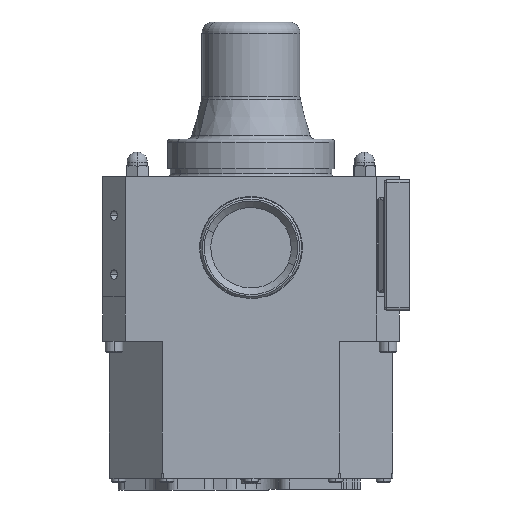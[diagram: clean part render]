
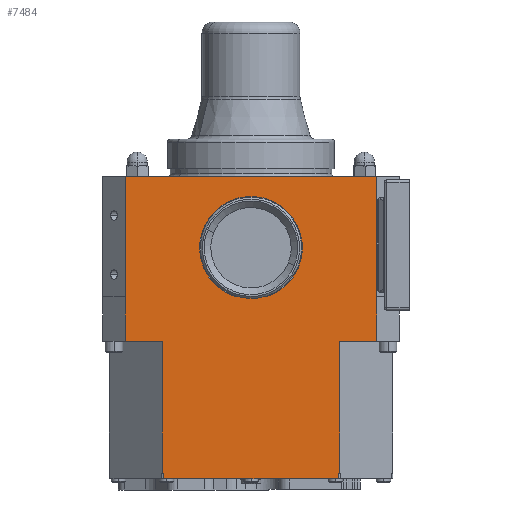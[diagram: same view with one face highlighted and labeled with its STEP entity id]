
A CAD part, left-side view. The second image highlights one B-rep face of the part: STEP entity #7484.
In plain terms, the highlighted planar face has unit normal (-1, 0, 0).
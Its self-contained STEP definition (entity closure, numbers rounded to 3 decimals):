
#71 = LINE ( 'NONE', #10872, #14613 ) ;
#249 = EDGE_CURVE ( 'NONE', #21949, #8471, #31333, .T. ) ;
#911 = CARTESIAN_POINT ( 'NONE',  ( -95.242, 62.301, -259.5 ) ) ;
#1455 = VECTOR ( 'NONE', #21164, 1000. ) ;
#2221 = LINE ( 'NONE', #20059, #23140 ) ;
#2604 = VECTOR ( 'NONE', #11020, 1000. ) ;
#2634 = VERTEX_POINT ( 'NONE', #13302 ) ;
#2732 = VECTOR ( 'NONE', #14291, 1000. ) ;
#2849 = VERTEX_POINT ( 'NONE', #24113 ) ;
#3359 = CARTESIAN_POINT ( 'NONE',  ( -95.242, 62.301, -266.5 ) ) ;
#3417 = FACE_OUTER_BOUND ( 'NONE', #12947, .T. ) ;
#3418 = VERTEX_POINT ( 'NONE', #24953 ) ;
#3634 = LINE ( 'NONE', #24125, #2732 ) ;
#3678 = DIRECTION ( 'NONE',  ( 0., -1., 0. ) ) ;
#3763 = VECTOR ( 'NONE', #15733, 1000. ) ;
#4109 = ORIENTED_EDGE ( 'NONE', *, *, #31888, .T. ) ;
#4315 = CARTESIAN_POINT ( 'NONE',  ( -95.242, 29.001, -108. ) ) ;
#4490 = ORIENTED_EDGE ( 'NONE', *, *, #5811, .F. ) ;
#4902 = VERTEX_POINT ( 'NONE', #6073 ) ;
#5095 = VECTOR ( 'NONE', #11539, 1000. ) ;
#5216 = CARTESIAN_POINT ( 'NONE',  ( -95.242, 255.015, -148. ) ) ;
#5260 = ORIENTED_EDGE ( 'NONE', *, *, #10205, .F. ) ;
#5311 = ORIENTED_EDGE ( 'NONE', *, *, #17996, .T. ) ;
#5580 = LINE ( 'NONE', #911, #3763 ) ;
#5811 = EDGE_CURVE ( 'NONE', #8590, #27152, #2221, .T. ) ;
#5857 = ORIENTED_EDGE ( 'NONE', *, *, #27350, .T. ) ;
#5858 = CARTESIAN_POINT ( 'NONE',  ( -95.242, 62.301, -148. ) ) ;
#6073 = CARTESIAN_POINT ( 'NONE',  ( -95.242, 128.246, -108. ) ) ;
#6208 = LINE ( 'NONE', #8368, #25094 ) ;
#6241 = VECTOR ( 'NONE', #18987, 1000. ) ;
#6755 = CARTESIAN_POINT ( 'NONE',  ( -95.242, 255.015, -148. ) ) ;
#6871 = VECTOR ( 'NONE', #15374, 1000. ) ;
#6905 = ORIENTED_EDGE ( 'NONE', *, *, #27239, .F. ) ;
#6929 = CARTESIAN_POINT ( 'NONE',  ( -95.242, 221.701, -259.5 ) ) ;
#7086 = CARTESIAN_POINT ( 'NONE',  ( -95.242, 255.001, 0. ) ) ;
#7484 = ADVANCED_FACE ( 'NONE', ( #11407, #3417 ), #13770, .F. ) ;
#8280 = EDGE_CURVE ( 'NONE', #32511, #24045, #3634, .T. ) ;
#8354 = CARTESIAN_POINT ( 'NONE',  ( -95.242, 255.001, 0. ) ) ;
#8368 = CARTESIAN_POINT ( 'NONE',  ( -95.242, 255.015, -108. ) ) ;
#8471 = VERTEX_POINT ( 'NONE', #25260 ) ;
#8590 = VERTEX_POINT ( 'NONE', #10751 ) ;
#8591 = EDGE_CURVE ( 'NONE', #8471, #24045, #12608, .T. ) ;
#8678 = ORIENTED_EDGE ( 'NONE', *, *, #16086, .T. ) ;
#8749 = CARTESIAN_POINT ( 'NONE',  ( -95.242, 255.015, -108. ) ) ;
#10205 = EDGE_CURVE ( 'NONE', #16277, #2634, #18882, .T. ) ;
#10644 = EDGE_CURVE ( 'NONE', #32511, #2849, #32140, .T. ) ;
#10751 = CARTESIAN_POINT ( 'NONE',  ( -95.242, 220.458, -266.5 ) ) ;
#10872 = CARTESIAN_POINT ( 'NONE',  ( -95.242, 255.001, -15. ) ) ;
#10969 = DIRECTION ( 'NONE',  ( 0., -1., 0. ) ) ;
#11020 = DIRECTION ( 'NONE',  ( 0., 1., 0. ) ) ;
#11321 = VECTOR ( 'NONE', #31348, 1000. ) ;
#11407 = FACE_BOUND ( 'NONE', #24206, .T. ) ;
#11527 = CARTESIAN_POINT ( 'NONE',  ( -95.242, 220.458, -271.5 ) ) ;
#11539 = DIRECTION ( 'NONE',  ( 0., 0., -1. ) ) ;
#11833 = ORIENTED_EDGE ( 'NONE', *, *, #249, .F. ) ;
#12151 = ORIENTED_EDGE ( 'NONE', *, *, #8280, .T. ) ;
#12255 = LINE ( 'NONE', #6929, #23494 ) ;
#12506 = CARTESIAN_POINT ( 'NONE',  ( -95.242, 255.001, -108. ) ) ;
#12555 = DIRECTION ( 'NONE',  ( 0., 1., 0. ) ) ;
#12608 = LINE ( 'NONE', #22773, #13953 ) ;
#12947 = EDGE_LOOP ( 'NONE', ( #19625, #4490, #8678, #5260, #14178, #6905, #32796, #5311, #13398, #12151, #16506, #11833, #29649, #20156, #4109, #5857 ) ) ;
#13051 = LINE ( 'NONE', #3359, #2604 ) ;
#13252 = EDGE_CURVE ( 'NONE', #21949, #27632, #71, .T. ) ;
#13302 = CARTESIAN_POINT ( 'NONE',  ( -95.242, 220.458, -271.5 ) ) ;
#13398 = ORIENTED_EDGE ( 'NONE', *, *, #10644, .F. ) ;
#13487 = CARTESIAN_POINT ( 'NONE',  ( -95.242, 255.015, -108. ) ) ;
#13604 = DIRECTION ( 'NONE',  ( 0., 1., 0. ) ) ;
#13770 = PLANE ( 'NONE',  #25563 ) ;
#13953 = VECTOR ( 'NONE', #32918, 1000. ) ;
#14178 = ORIENTED_EDGE ( 'NONE', *, *, #14363, .F. ) ;
#14279 = CIRCLE ( 'NONE', #22792, 46.1 ) ;
#14291 = DIRECTION ( 'NONE',  ( 0., -1., 0. ) ) ;
#14363 = EDGE_CURVE ( 'NONE', #17082, #16277, #16558, .T. ) ;
#14613 = VECTOR ( 'NONE', #25541, 1000. ) ;
#14857 = CARTESIAN_POINT ( 'NONE',  ( -95.242, 142.001, -64. ) ) ;
#15009 = CARTESIAN_POINT ( 'NONE',  ( -95.242, 63.544, -266.5 ) ) ;
#15016 = DIRECTION ( 'NONE',  ( 1., 0., 0. ) ) ;
#15374 = DIRECTION ( 'NONE',  ( 0., -1., 0. ) ) ;
#15550 = VERTEX_POINT ( 'NONE', #30835 ) ;
#15607 = VERTEX_POINT ( 'NONE', #5858 ) ;
#15733 = DIRECTION ( 'NONE',  ( 0., 0., 1. ) ) ;
#15797 = EDGE_CURVE ( 'NONE', #15550, #4902, #31493, .T. ) ;
#15805 = LINE ( 'NONE', #13487, #24105 ) ;
#15936 = CARTESIAN_POINT ( 'NONE',  ( -95.242, 63.544, -271.5 ) ) ;
#16086 = EDGE_CURVE ( 'NONE', #8590, #2634, #26791, .T. ) ;
#16212 = DIRECTION ( 'NONE',  ( 0., 0., -1. ) ) ;
#16277 = VERTEX_POINT ( 'NONE', #15936 ) ;
#16506 = ORIENTED_EDGE ( 'NONE', *, *, #8591, .F. ) ;
#16558 = LINE ( 'NONE', #24208, #5095 ) ;
#17082 = VERTEX_POINT ( 'NONE', #15009 ) ;
#17277 = DIRECTION ( 'NONE',  ( 0., 0., 1. ) ) ;
#17393 = CARTESIAN_POINT ( 'NONE',  ( -95.242, 221.701, -266.5 ) ) ;
#17996 = EDGE_CURVE ( 'NONE', #15607, #2849, #29145, .T. ) ;
#18464 = VECTOR ( 'NONE', #3678, 1000. ) ;
#18499 = CARTESIAN_POINT ( 'NONE',  ( -95.242, 255.015, -148. ) ) ;
#18527 = DIRECTION ( 'NONE',  ( 0., -1., 0. ) ) ;
#18859 = CARTESIAN_POINT ( 'NONE',  ( -95.242, 255.001, -108. ) ) ;
#18882 = LINE ( 'NONE', #11527, #11321 ) ;
#18987 = DIRECTION ( 'NONE',  ( 0., 0., -1. ) ) ;
#19163 = CARTESIAN_POINT ( 'NONE',  ( -95.242, 29.015, -108. ) ) ;
#19625 = ORIENTED_EDGE ( 'NONE', *, *, #31254, .F. ) ;
#19638 = VERTEX_POINT ( 'NONE', #22431 ) ;
#20059 = CARTESIAN_POINT ( 'NONE',  ( -95.242, 62.301, -266.5 ) ) ;
#20156 = ORIENTED_EDGE ( 'NONE', *, *, #32473, .F. ) ;
#21100 = VERTEX_POINT ( 'NONE', #26209 ) ;
#21164 = DIRECTION ( 'NONE',  ( 0., -1., 0. ) ) ;
#21540 = ORIENTED_EDGE ( 'NONE', *, *, #15797, .F. ) ;
#21765 = VERTEX_POINT ( 'NONE', #6755 ) ;
#21949 = VERTEX_POINT ( 'NONE', #7086 ) ;
#22431 = CARTESIAN_POINT ( 'NONE',  ( -95.242, 255.015, -108. ) ) ;
#22773 = CARTESIAN_POINT ( 'NONE',  ( -95.242, 29.001, -15. ) ) ;
#22792 = AXIS2_PLACEMENT_3D ( 'NONE', #14857, #15016, #32656 ) ;
#23140 = VECTOR ( 'NONE', #12555, 1000. ) ;
#23368 = LINE ( 'NONE', #5216, #6871 ) ;
#23494 = VECTOR ( 'NONE', #17277, 1000. ) ;
#23590 = DIRECTION ( 'NONE',  ( 1., 0., 0. ) ) ;
#24045 = VERTEX_POINT ( 'NONE', #4315 ) ;
#24105 = VECTOR ( 'NONE', #10969, 1000. ) ;
#24113 = CARTESIAN_POINT ( 'NONE',  ( -95.242, 29.015, -148. ) ) ;
#24125 = CARTESIAN_POINT ( 'NONE',  ( -95.242, 255.001, -108. ) ) ;
#24206 = EDGE_LOOP ( 'NONE', ( #24907, #21540 ) ) ;
#24208 = CARTESIAN_POINT ( 'NONE',  ( -95.242, 63.544, 33.482 ) ) ;
#24719 = EDGE_CURVE ( 'NONE', #15550, #4902, #14279, .T. ) ;
#24907 = ORIENTED_EDGE ( 'NONE', *, *, #24719, .T. ) ;
#24953 = CARTESIAN_POINT ( 'NONE',  ( -95.242, 221.701, -148. ) ) ;
#25094 = VECTOR ( 'NONE', #16212, 1000. ) ;
#25260 = CARTESIAN_POINT ( 'NONE',  ( -95.242, 29.001, 0. ) ) ;
#25541 = DIRECTION ( 'NONE',  ( 0., 0., -1. ) ) ;
#25563 = AXIS2_PLACEMENT_3D ( 'NONE', #8749, #23590, #13604 ) ;
#26209 = CARTESIAN_POINT ( 'NONE',  ( -95.242, 62.301, -266.5 ) ) ;
#26791 = LINE ( 'NONE', #31945, #6241 ) ;
#27152 = VERTEX_POINT ( 'NONE', #17393 ) ;
#27239 = EDGE_CURVE ( 'NONE', #21100, #17082, #13051, .T. ) ;
#27305 = DIRECTION ( 'NONE',  ( 0., 0., -1. ) ) ;
#27350 = EDGE_CURVE ( 'NONE', #21765, #3418, #23368, .T. ) ;
#27632 = VERTEX_POINT ( 'NONE', #12506 ) ;
#28886 = VECTOR ( 'NONE', #27305, 1000. ) ;
#29145 = LINE ( 'NONE', #18499, #1455 ) ;
#29649 = ORIENTED_EDGE ( 'NONE', *, *, #13252, .T. ) ;
#30608 = EDGE_CURVE ( 'NONE', #21100, #15607, #5580, .T. ) ;
#30835 = CARTESIAN_POINT ( 'NONE',  ( -95.242, 155.756, -108. ) ) ;
#30949 = VECTOR ( 'NONE', #18527, 1000. ) ;
#31254 = EDGE_CURVE ( 'NONE', #27152, #3418, #12255, .T. ) ;
#31333 = LINE ( 'NONE', #8354, #30949 ) ;
#31348 = DIRECTION ( 'NONE',  ( 0., 1., 0. ) ) ;
#31493 = LINE ( 'NONE', #18859, #18464 ) ;
#31888 = EDGE_CURVE ( 'NONE', #19638, #21765, #6208, .T. ) ;
#31945 = CARTESIAN_POINT ( 'NONE',  ( -95.242, 220.458, 33.482 ) ) ;
#32140 = LINE ( 'NONE', #19163, #28886 ) ;
#32270 = CARTESIAN_POINT ( 'NONE',  ( -95.242, 29.015, -108. ) ) ;
#32473 = EDGE_CURVE ( 'NONE', #19638, #27632, #15805, .T. ) ;
#32511 = VERTEX_POINT ( 'NONE', #32270 ) ;
#32656 = DIRECTION ( 'NONE',  ( 0., 0., -1. ) ) ;
#32796 = ORIENTED_EDGE ( 'NONE', *, *, #30608, .T. ) ;
#32918 = DIRECTION ( 'NONE',  ( 0., 0., -1. ) ) ;
